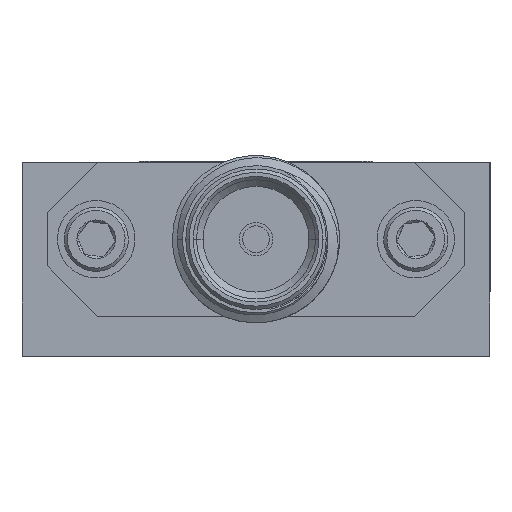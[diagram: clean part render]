
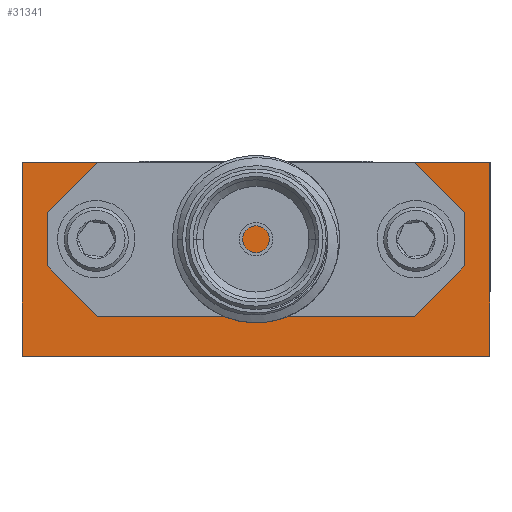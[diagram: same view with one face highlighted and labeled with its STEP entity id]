
A CAD part, left-side view. The second image highlights one B-rep face of the part: STEP entity #31341.
In plain terms, the highlighted planar face has unit normal (-1, 0, 0).
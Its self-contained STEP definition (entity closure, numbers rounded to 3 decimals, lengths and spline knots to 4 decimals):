
#484 = EDGE_CURVE ( 'NONE', #8159, #40053, #1076, .T. ) ;
#714 = EDGE_CURVE ( 'NONE', #30915, #20208, #4488, .T. ) ;
#873 = VERTEX_POINT ( 'NONE', #14239 ) ;
#1076 = LINE ( 'NONE', #6653, #5677 ) ;
#1572 = CARTESIAN_POINT ( 'NONE',  ( -0.375, -0.35, 0. ) ) ;
#1797 = CARTESIAN_POINT ( 'NONE',  ( -0.375, 0.18, 0.8319 ) ) ;
#1843 = CARTESIAN_POINT ( 'NONE',  ( -0.375, 0.18, 0. ) ) ;
#2343 = DIRECTION ( 'NONE',  ( -1., 0., 0. ) ) ;
#3068 = CARTESIAN_POINT ( 'NONE',  ( -0.375, 0.35, 0. ) ) ;
#3198 = VERTEX_POINT ( 'NONE', #3068 ) ;
#3576 = ORIENTED_EDGE ( 'NONE', *, *, #14314, .F. ) ;
#3771 = ORIENTED_EDGE ( 'NONE', *, *, #35990, .F. ) ;
#4158 = VECTOR ( 'NONE', #23453, 39.3701 ) ;
#4488 = CIRCLE ( 'NONE', #33947, 0.0325 ) ;
#4691 = LINE ( 'NONE', #19509, #44427 ) ;
#4781 = EDGE_LOOP ( 'NONE', ( #7289, #17542 ) ) ;
#4850 = DIRECTION ( 'NONE',  ( 0., 0., 1. ) ) ;
#4992 = EDGE_CURVE ( 'NONE', #37214, #17824, #44960, .T. ) ;
#5201 = EDGE_LOOP ( 'NONE', ( #40532, #43856 ) ) ;
#5556 = EDGE_CURVE ( 'NONE', #46216, #873, #35099, .T. ) ;
#5677 = VECTOR ( 'NONE', #7433, 39.3701 ) ;
#5869 = DIRECTION ( 'NONE',  ( 0., 1., 0. ) ) ;
#6334 = VECTOR ( 'NONE', #16543, 39.3701 ) ;
#6625 = EDGE_CURVE ( 'NONE', #25895, #40053, #39073, .T. ) ;
#6653 = CARTESIAN_POINT ( 'NONE',  ( -0.375, -0.35, -0.186 ) ) ;
#7289 = ORIENTED_EDGE ( 'NONE', *, *, #45874, .F. ) ;
#7433 = DIRECTION ( 'NONE',  ( 0., 1., 0. ) ) ;
#7937 = VECTOR ( 'NONE', #28218, 39.3701 ) ;
#8159 = VERTEX_POINT ( 'NONE', #15975 ) ;
#8242 = DIRECTION ( 'NONE',  ( -1., 0., 0. ) ) ;
#8656 = DIRECTION ( 'NONE',  ( -1., 0., 0. ) ) ;
#9226 = CARTESIAN_POINT ( 'NONE',  ( -0.375, -0.24, -0.1165 ) ) ;
#9309 = FACE_OUTER_BOUND ( 'NONE', #43587, .T. ) ;
#9979 = VERTEX_POINT ( 'NONE', #30979 ) ;
#10358 = EDGE_CURVE ( 'NONE', #20208, #30915, #12915, .T. ) ;
#11585 = VECTOR ( 'NONE', #38567, 39.3701 ) ;
#12274 = VECTOR ( 'NONE', #44848, 39.3701 ) ;
#12554 = CIRCLE ( 'NONE', #44063, 0.0325 ) ;
#12915 = CIRCLE ( 'NONE', #33651, 0.0325 ) ;
#13713 = CARTESIAN_POINT ( 'NONE',  ( -0.375, 0.18, -0.186 ) ) ;
#14239 = CARTESIAN_POINT ( 'NONE',  ( -0.375, 0.239, -0.0825 ) ) ;
#14314 = EDGE_CURVE ( 'NONE', #3198, #9979, #22067, .T. ) ;
#14557 = ORIENTED_EDGE ( 'NONE', *, *, #31804, .F. ) ;
#14848 = ORIENTED_EDGE ( 'NONE', *, *, #35227, .T. ) ;
#14935 = CARTESIAN_POINT ( 'NONE',  ( -0.375, -0.35, 0. ) ) ;
#15332 = LINE ( 'NONE', #35352, #18793 ) ;
#15975 = CARTESIAN_POINT ( 'NONE',  ( -0.375, -0.182, -0.186 ) ) ;
#16240 = FACE_BOUND ( 'NONE', #4781, .T. ) ;
#16323 = DIRECTION ( 'NONE',  ( -1., 0., 0. ) ) ;
#16543 = DIRECTION ( 'NONE',  ( 0., -1., 0. ) ) ;
#16822 = CARTESIAN_POINT ( 'NONE',  ( -0.375, 0.182, -0.186 ) ) ;
#16884 = LINE ( 'NONE', #38073, #4158 ) ;
#16997 = CARTESIAN_POINT ( 'NONE',  ( -0.375, -0.35, -0.186 ) ) ;
#17542 = ORIENTED_EDGE ( 'NONE', *, *, #5556, .F. ) ;
#17647 = DIRECTION ( 'NONE',  ( 0., 0., 1. ) ) ;
#17824 = VERTEX_POINT ( 'NONE', #32949 ) ;
#18505 = VECTOR ( 'NONE', #5869, 39.3701 ) ;
#18696 = EDGE_CURVE ( 'NONE', #8159, #21848, #20040, .T. ) ;
#18793 = VECTOR ( 'NONE', #42137, 39.3701 ) ;
#19078 = VERTEX_POINT ( 'NONE', #1843 ) ;
#19509 = CARTESIAN_POINT ( 'NONE',  ( -0.375, 0.35, -0.29 ) ) ;
#20040 = LINE ( 'NONE', #32379, #7937 ) ;
#20208 = VERTEX_POINT ( 'NONE', #31613 ) ;
#20623 = DIRECTION ( 'NONE',  ( 0., 0., -1. ) ) ;
#20766 = VERTEX_POINT ( 'NONE', #13713 ) ;
#21144 = CARTESIAN_POINT ( 'NONE',  ( -0.375, 0.35, -0.29 ) ) ;
#21592 = CARTESIAN_POINT ( 'NONE',  ( -0.375, -0.24, -0.1165 ) ) ;
#21848 = VERTEX_POINT ( 'NONE', #35787 ) ;
#21911 = LINE ( 'NONE', #1572, #6334 ) ;
#22067 = LINE ( 'NONE', #14935, #12274 ) ;
#22688 = CARTESIAN_POINT ( 'NONE',  ( -0.375, -0.18, -0.186 ) ) ;
#22759 = ORIENTED_EDGE ( 'NONE', *, *, #18696, .F. ) ;
#23411 = EDGE_CURVE ( 'NONE', #20766, #36464, #27146, .T. ) ;
#23453 = DIRECTION ( 'NONE',  ( 0., 1., 0. ) ) ;
#23801 = CARTESIAN_POINT ( 'NONE',  ( -0.375, -0.35, -0.29 ) ) ;
#24860 = FACE_BOUND ( 'NONE', #5201, .T. ) ;
#25479 = CARTESIAN_POINT ( 'NONE',  ( -0.375, 0.239, -0.1475 ) ) ;
#25480 = ORIENTED_EDGE ( 'NONE', *, *, #23411, .T. ) ;
#25895 = VERTEX_POINT ( 'NONE', #37826 ) ;
#27146 = LINE ( 'NONE', #16997, #18505 ) ;
#27227 = DIRECTION ( 'NONE',  ( 0., 0., 1. ) ) ;
#27454 = VECTOR ( 'NONE', #20623, 39.3701 ) ;
#27494 = EDGE_CURVE ( 'NONE', #9979, #36464, #15332, .T. ) ;
#27722 = LINE ( 'NONE', #43432, #31730 ) ;
#27922 = ORIENTED_EDGE ( 'NONE', *, *, #46531, .T. ) ;
#28218 = DIRECTION ( 'NONE',  ( 0., 0., 1. ) ) ;
#30219 = VERTEX_POINT ( 'NONE', #21144 ) ;
#30464 = VECTOR ( 'NONE', #36226, 39.3701 ) ;
#30590 = PLANE ( 'NONE',  #45287 ) ;
#30690 = CARTESIAN_POINT ( 'NONE',  ( -0.375, 0.239, -0.115 ) ) ;
#30915 = VERTEX_POINT ( 'NONE', #32058 ) ;
#30979 = CARTESIAN_POINT ( 'NONE',  ( -0.375, 0.182, 0. ) ) ;
#31341 = ADVANCED_FACE ( 'NONE', ( #9309, #24860, #16240 ), #30590, .T. ) ;
#31613 = CARTESIAN_POINT ( 'NONE',  ( -0.375, -0.24, -0.084 ) ) ;
#31730 = VECTOR ( 'NONE', #32160, 39.3701 ) ;
#31804 = EDGE_CURVE ( 'NONE', #30219, #3198, #4691, .T. ) ;
#32058 = CARTESIAN_POINT ( 'NONE',  ( -0.375, -0.24, -0.149 ) ) ;
#32160 = DIRECTION ( 'NONE',  ( 0., -1., 0. ) ) ;
#32379 = CARTESIAN_POINT ( 'NONE',  ( -0.375, -0.182, -0.29 ) ) ;
#32949 = CARTESIAN_POINT ( 'NONE',  ( -0.375, -0.35, 0. ) ) ;
#33651 = AXIS2_PLACEMENT_3D ( 'NONE', #9226, #16323, #34797 ) ;
#33652 = CARTESIAN_POINT ( 'NONE',  ( -0.375, -0.35, -0.29 ) ) ;
#33828 = AXIS2_PLACEMENT_3D ( 'NONE', #39158, #2343, #17647 ) ;
#33947 = AXIS2_PLACEMENT_3D ( 'NONE', #21592, #37620, #44721 ) ;
#34167 = EDGE_CURVE ( 'NONE', #25895, #19078, #16884, .T. ) ;
#34386 = DIRECTION ( 'NONE',  ( 0., 0., 1. ) ) ;
#34797 = DIRECTION ( 'NONE',  ( 0., 0., 1. ) ) ;
#35099 = CIRCLE ( 'NONE', #33828, 0.0325 ) ;
#35227 = EDGE_CURVE ( 'NONE', #30219, #37214, #27722, .T. ) ;
#35352 = CARTESIAN_POINT ( 'NONE',  ( -0.375, 0.182, -0.29 ) ) ;
#35787 = CARTESIAN_POINT ( 'NONE',  ( -0.375, -0.182, 0. ) ) ;
#35990 = EDGE_CURVE ( 'NONE', #21848, #17824, #21911, .T. ) ;
#36215 = ORIENTED_EDGE ( 'NONE', *, *, #4992, .T. ) ;
#36226 = DIRECTION ( 'NONE',  ( 0., 0., -1. ) ) ;
#36464 = VERTEX_POINT ( 'NONE', #16822 ) ;
#36552 = CARTESIAN_POINT ( 'NONE',  ( -0.375, -0.18, 0.8319 ) ) ;
#37214 = VERTEX_POINT ( 'NONE', #40359 ) ;
#37620 = DIRECTION ( 'NONE',  ( -1., 0., 0. ) ) ;
#37625 = ORIENTED_EDGE ( 'NONE', *, *, #6625, .F. ) ;
#37826 = CARTESIAN_POINT ( 'NONE',  ( -0.375, -0.18, 0. ) ) ;
#37892 = LINE ( 'NONE', #1797, #27454 ) ;
#38073 = CARTESIAN_POINT ( 'NONE',  ( -0.375, 0.18, 0. ) ) ;
#38567 = DIRECTION ( 'NONE',  ( 0., 0., 1. ) ) ;
#38889 = ORIENTED_EDGE ( 'NONE', *, *, #484, .T. ) ;
#39073 = LINE ( 'NONE', #36552, #30464 ) ;
#39158 = CARTESIAN_POINT ( 'NONE',  ( -0.375, 0.239, -0.115 ) ) ;
#40053 = VERTEX_POINT ( 'NONE', #22688 ) ;
#40359 = CARTESIAN_POINT ( 'NONE',  ( -0.375, -0.35, -0.29 ) ) ;
#40532 = ORIENTED_EDGE ( 'NONE', *, *, #10358, .F. ) ;
#42137 = DIRECTION ( 'NONE',  ( 0., 0., -1. ) ) ;
#42315 = ORIENTED_EDGE ( 'NONE', *, *, #34167, .T. ) ;
#43432 = CARTESIAN_POINT ( 'NONE',  ( -0.375, -0.35, -0.29 ) ) ;
#43587 = EDGE_LOOP ( 'NONE', ( #44903, #3576, #14557, #14848, #36215, #3771, #22759, #38889, #37625, #42315, #27922, #25480 ) ) ;
#43856 = ORIENTED_EDGE ( 'NONE', *, *, #714, .F. ) ;
#44063 = AXIS2_PLACEMENT_3D ( 'NONE', #30690, #8656, #34386 ) ;
#44427 = VECTOR ( 'NONE', #27227, 39.3701 ) ;
#44721 = DIRECTION ( 'NONE',  ( 0., 0., 1. ) ) ;
#44848 = DIRECTION ( 'NONE',  ( 0., -1., 0. ) ) ;
#44903 = ORIENTED_EDGE ( 'NONE', *, *, #27494, .F. ) ;
#44960 = LINE ( 'NONE', #23801, #11585 ) ;
#45287 = AXIS2_PLACEMENT_3D ( 'NONE', #33652, #8242, #4850 ) ;
#45874 = EDGE_CURVE ( 'NONE', #873, #46216, #12554, .T. ) ;
#46216 = VERTEX_POINT ( 'NONE', #25479 ) ;
#46531 = EDGE_CURVE ( 'NONE', #19078, #20766, #37892, .T. ) ;
